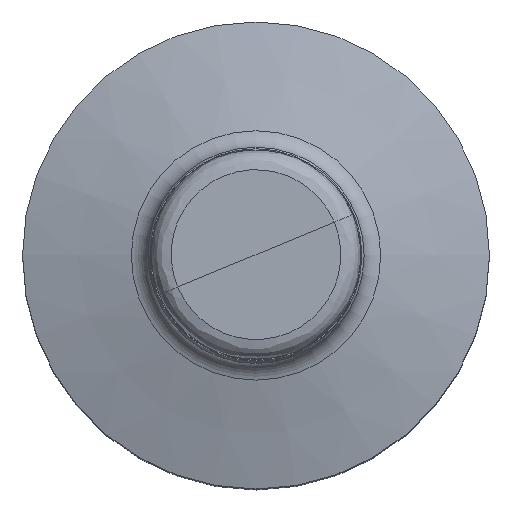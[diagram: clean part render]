
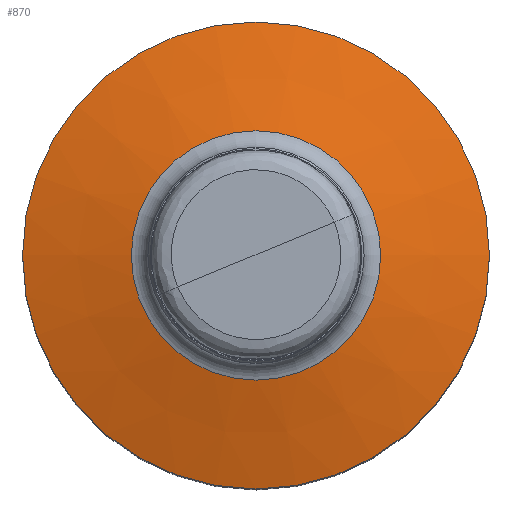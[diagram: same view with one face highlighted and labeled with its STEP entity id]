
A CAD part, top view. The second image highlights one B-rep face of the part: STEP entity #870.
In plain terms, the highlighted conical face has half-angle 75.069 degrees and reference radius 4.85 mm.
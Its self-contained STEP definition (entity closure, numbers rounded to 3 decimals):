
#141=ORIENTED_EDGE('',*,*,#308,.T.);
#142=ORIENTED_EDGE('',*,*,#309,.F.);
#308=EDGE_CURVE('',#392,#392,#456,.T.);
#309=EDGE_CURVE('',#393,#393,#457,.T.);
#392=VERTEX_POINT('',#1443);
#393=VERTEX_POINT('',#1445);
#456=CIRCLE('',#1107,5.592);
#457=CIRCLE('',#1108,10.475);
#488=EDGE_LOOP('',(#141));
#489=EDGE_LOOP('',(#142));
#559=FACE_BOUND('',#488,.T.);
#560=FACE_BOUND('',#489,.T.);
#624=CONICAL_SURFACE('',#1106,4.85,1.31);
#870=ADVANCED_FACE('',(#559,#560),#624,.T.);
#1106=AXIS2_PLACEMENT_3D('',#1441,#1219,#1220);
#1107=AXIS2_PLACEMENT_3D('',#1442,#1221,#1222);
#1108=AXIS2_PLACEMENT_3D('',#1444,#1223,#1224);
#1219=DIRECTION('',(0.,0.,-1.));
#1220=DIRECTION('',(-1.,0.,0.));
#1221=DIRECTION('',(0.,0.,-1.));
#1222=DIRECTION('',(-1.,0.,0.));
#1223=DIRECTION('',(0.,0.,-1.));
#1224=DIRECTION('',(-1.,0.,0.));
#1441=CARTESIAN_POINT('',(74.405,-36.94,27.7));
#1442=CARTESIAN_POINT('',(74.405,-36.94,27.502));
#1443=CARTESIAN_POINT('',(68.813,-36.94,27.502));
#1444=CARTESIAN_POINT('',(74.405,-36.94,26.2));
#1445=CARTESIAN_POINT('',(63.93,-36.94,26.2));
